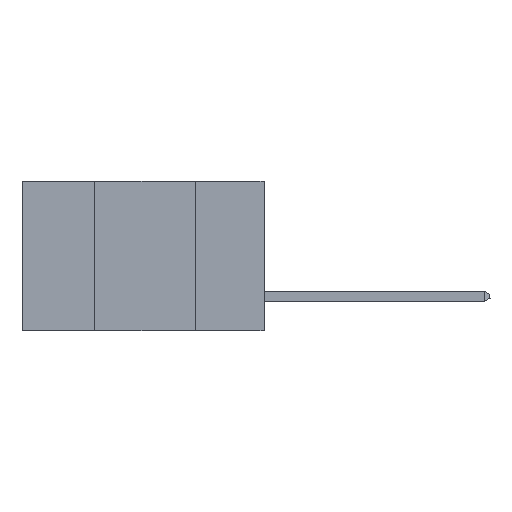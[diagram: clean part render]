
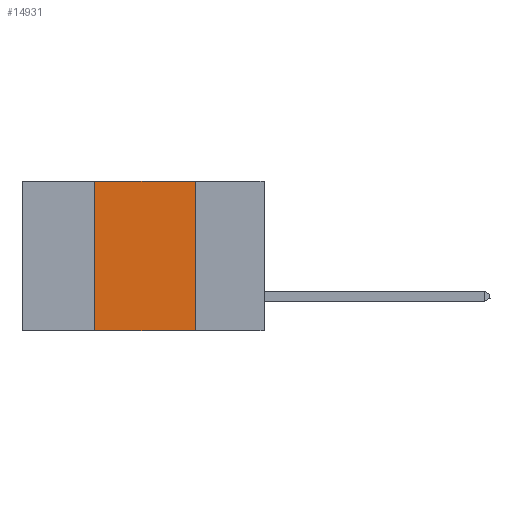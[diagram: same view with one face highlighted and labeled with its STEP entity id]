
A CAD part, left-side view. The second image highlights one B-rep face of the part: STEP entity #14931.
In plain terms, the highlighted planar face has unit normal (-1, 0, 0).
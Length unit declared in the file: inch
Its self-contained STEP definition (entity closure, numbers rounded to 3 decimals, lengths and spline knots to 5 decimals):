
#632 = FACE_OUTER_BOUND ( 'NONE', #16346, .T. ) ;
#1692 = DIRECTION ( 'NONE',  ( 0., -1., 0. ) ) ;
#2154 = EDGE_CURVE ( 'NONE', #26159, #21041, #8470, .T. ) ;
#3086 = DIRECTION ( 'NONE',  ( 1., 0., 0. ) ) ;
#3205 = LINE ( 'NONE', #9169, #15563 ) ;
#4257 = CARTESIAN_POINT ( 'NONE',  ( 0., 0.17, -0.37 ) ) ;
#4784 = DIRECTION ( 'NONE',  ( 0., 0., 1. ) ) ;
#5033 = LINE ( 'NONE', #13380, #7569 ) ;
#5410 = VERTEX_POINT ( 'NONE', #12564 ) ;
#5414 = DIRECTION ( 'NONE',  ( 0., 0., -1. ) ) ;
#6286 = CARTESIAN_POINT ( 'NONE',  ( 0., 0.6, 0. ) ) ;
#7569 = VECTOR ( 'NONE', #1692, 39.37008 ) ;
#8470 = LINE ( 'NONE', #6286, #27774 ) ;
#9169 = CARTESIAN_POINT ( 'NONE',  ( 0., 0.42, 0. ) ) ;
#11469 = ORIENTED_EDGE ( 'NONE', *, *, #12091, .F. ) ;
#12091 = EDGE_CURVE ( 'NONE', #21041, #28531, #12413, .T. ) ;
#12413 = LINE ( 'NONE', #17016, #28770 ) ;
#12564 = CARTESIAN_POINT ( 'NONE',  ( 0., 0.42, -0.37 ) ) ;
#13380 = CARTESIAN_POINT ( 'NONE',  ( 0., 0.6, -0.37 ) ) ;
#13821 = CARTESIAN_POINT ( 'NONE',  ( 0., 0.17, 0. ) ) ;
#13827 = EDGE_CURVE ( 'NONE', #5410, #28531, #5033, .T. ) ;
#14618 = ORIENTED_EDGE ( 'NONE', *, *, #13827, .T. ) ;
#14931 = ADVANCED_FACE ( 'NONE', ( #632 ), #26188, .F. ) ;
#15563 = VECTOR ( 'NONE', #4784, 39.37008 ) ;
#16346 = EDGE_LOOP ( 'NONE', ( #11469, #29538, #18756, #14618 ) ) ;
#17016 = CARTESIAN_POINT ( 'NONE',  ( 0., 0.17, 0. ) ) ;
#18756 = ORIENTED_EDGE ( 'NONE', *, *, #20068, .F. ) ;
#19360 = CARTESIAN_POINT ( 'NONE',  ( 0., 0.6, 0. ) ) ;
#20068 = EDGE_CURVE ( 'NONE', #5410, #26159, #3205, .T. ) ;
#21041 = VERTEX_POINT ( 'NONE', #13821 ) ;
#22341 = DIRECTION ( 'NONE',  ( 0., -1., 0. ) ) ;
#23335 = AXIS2_PLACEMENT_3D ( 'NONE', #19360, #3086, #5414 ) ;
#26159 = VERTEX_POINT ( 'NONE', #27557 ) ;
#26188 = PLANE ( 'NONE',  #23335 ) ;
#26403 = DIRECTION ( 'NONE',  ( 0., 0., -1. ) ) ;
#27557 = CARTESIAN_POINT ( 'NONE',  ( 0., 0.42, 0. ) ) ;
#27774 = VECTOR ( 'NONE', #22341, 39.37008 ) ;
#28531 = VERTEX_POINT ( 'NONE', #4257 ) ;
#28770 = VECTOR ( 'NONE', #26403, 39.37008 ) ;
#29538 = ORIENTED_EDGE ( 'NONE', *, *, #2154, .F. ) ;
